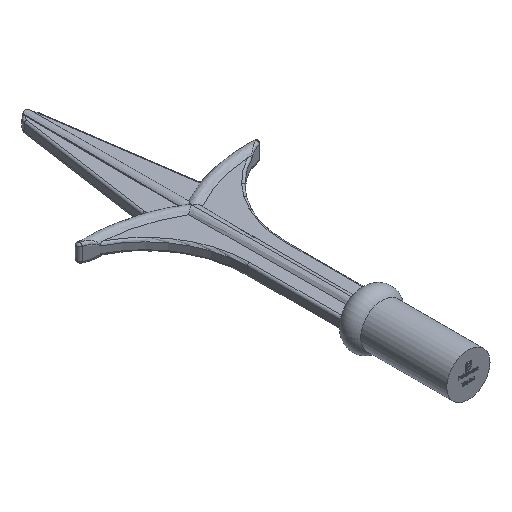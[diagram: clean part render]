
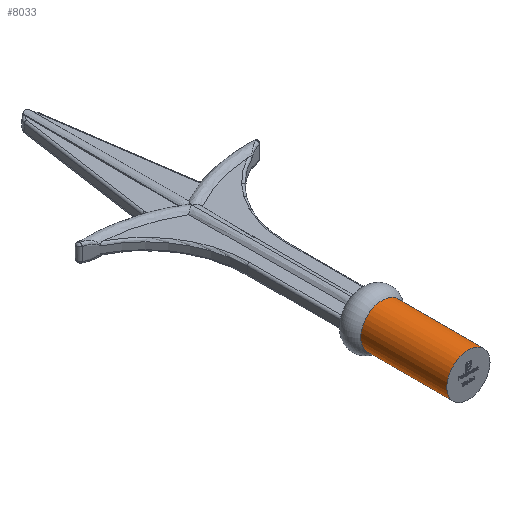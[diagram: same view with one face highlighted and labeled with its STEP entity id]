
A CAD part, isometric view. The second image highlights one B-rep face of the part: STEP entity #8033.
In plain terms, the highlighted cylindrical face has radius 9.5 mm (diameter 19 mm), a full revolution.
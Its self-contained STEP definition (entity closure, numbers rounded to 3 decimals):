
#125 = DIRECTION ( 'NONE',  ( 0., -1., 0. ) ) ;
#132 = ORIENTED_EDGE ( 'NONE', *, *, #11806, .T. ) ;
#1210 = DIRECTION ( 'NONE',  ( 0., 0., 1. ) ) ;
#1410 = VERTEX_POINT ( 'NONE', #13960 ) ;
#1975 = EDGE_LOOP ( 'NONE', ( #132 ) ) ;
#2184 = DIRECTION ( 'NONE',  ( 0., -1., 0. ) ) ;
#3469 = FACE_OUTER_BOUND ( 'NONE', #1975, .T. ) ;
#3582 = AXIS2_PLACEMENT_3D ( 'NONE', #12381, #6564, #6508 ) ;
#3760 = EDGE_LOOP ( 'NONE', ( #7211 ) ) ;
#4144 = VERTEX_POINT ( 'NONE', #10146 ) ;
#4971 = AXIS2_PLACEMENT_3D ( 'NONE', #12741, #2184, #10406 ) ;
#5471 = FACE_OUTER_BOUND ( 'NONE', #3760, .T. ) ;
#6508 = DIRECTION ( 'NONE',  ( 0., 0., -1. ) ) ;
#6564 = DIRECTION ( 'NONE',  ( 0., -1., 0. ) ) ;
#7135 = CIRCLE ( 'NONE', #10202, 9.5 ) ;
#7211 = ORIENTED_EDGE ( 'NONE', *, *, #10198, .F. ) ;
#8033 = ADVANCED_FACE ( 'NONE', ( #5471, #3469 ), #14456, .T. ) ;
#10146 = CARTESIAN_POINT ( 'NONE',  ( 0., 37.89, 9.5 ) ) ;
#10198 = EDGE_CURVE ( 'NONE', #1410, #1410, #14755, .T. ) ;
#10202 = AXIS2_PLACEMENT_3D ( 'NONE', #13021, #125, #1210 ) ;
#10406 = DIRECTION ( 'NONE',  ( 0., 0., -1. ) ) ;
#11806 = EDGE_CURVE ( 'NONE', #4144, #4144, #7135, .T. ) ;
#12381 = CARTESIAN_POINT ( 'NONE',  ( 0., 0., 0. ) ) ;
#12741 = CARTESIAN_POINT ( 'NONE',  ( 0., 195.002, 0. ) ) ;
#13021 = CARTESIAN_POINT ( 'NONE',  ( 0., 37.89, 0. ) ) ;
#13960 = CARTESIAN_POINT ( 'NONE',  ( 0., 0., -9.5 ) ) ;
#14456 = CYLINDRICAL_SURFACE ( 'NONE', #4971, 9.5 ) ;
#14755 = CIRCLE ( 'NONE', #3582, 9.5 ) ;
